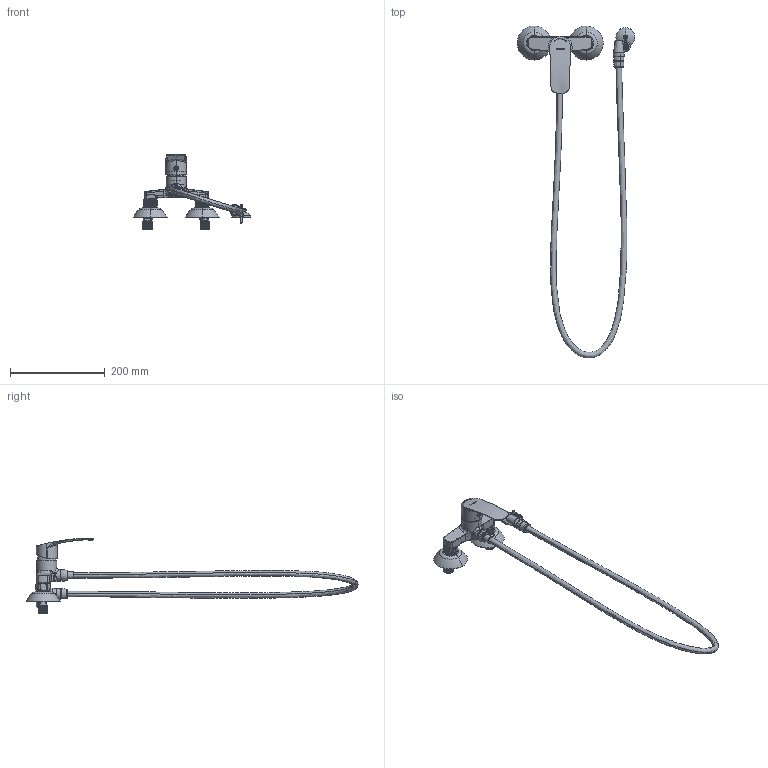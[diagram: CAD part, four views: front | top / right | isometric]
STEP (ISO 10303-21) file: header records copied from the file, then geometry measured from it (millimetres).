
FILE_DESCRIPTION (( 'STEP AP203' ), '1' );
FILE_NAME ('57F304993.STEP', '2025-07-07T07:55:45', ( '' ), ( '' ), 'SwSTEP 2.0', 'SolidWorks 2021', '' );
FILE_SCHEMA (( 'CONFIG_CONTROL_DESIGN' ));
Products named in the file (1): 57F304993
Bounding box: 249.01 x 702.06 x 160.59 mm (x, y, z)
Volume: 282555.7 mm3; surface area: 174476.5 mm2
Topology: 19 solids, 19 shells, 1389 faces, 3517 edges, 2198 vertices
Faces by surface type: cylinder 486, bspline 359, plane 352, cone 107, torus 69, sphere 16
Entity records: 92350 total; most frequent: CARTESIAN_POINT 62660, ORIENTED_EDGE 6998, DIRECTION 5124, EDGE_CURVE 3499, VERTEX_POINT 2198, AXIS2_PLACEMENT_3D 1983, EDGE_LOOP 1493, FACE_OUTER_BOUND 1389
